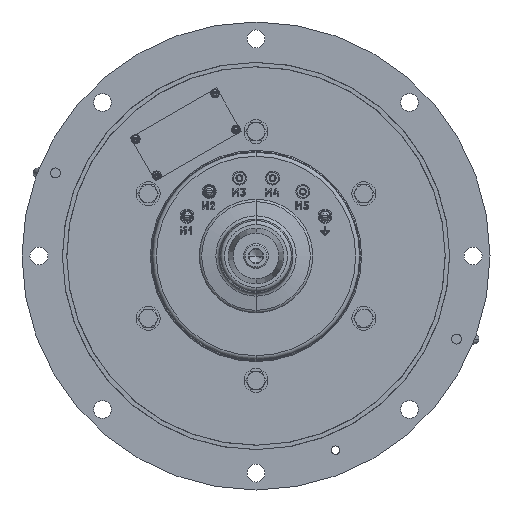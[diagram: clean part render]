
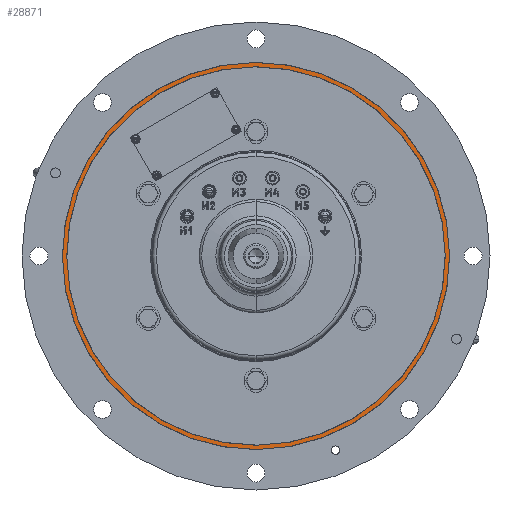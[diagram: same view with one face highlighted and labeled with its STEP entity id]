
A CAD part, front view. The second image highlights one B-rep face of the part: STEP entity #28871.
In plain terms, the highlighted planar face has unit normal (0, -1, 0).
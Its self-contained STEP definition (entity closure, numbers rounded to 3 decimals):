
#2118 = ORIENTED_EDGE ( 'NONE', *, *, #35395, .F. ) ;
#2119 = ORIENTED_EDGE ( 'NONE', *, *, #35392, .F. ) ;
#2134 = ORIENTED_EDGE ( 'NONE', *, *, #35027, .T. ) ;
#2142 = ORIENTED_EDGE ( 'NONE', *, *, #35379, .T. ) ;
#5750 = AXIS2_PLACEMENT_3D ( 'NONE', #30802, #30829, #30814 ) ;
#5782 = AXIS2_PLACEMENT_3D ( 'NONE', #30840, #30885, #30871 ) ;
#5784 = AXIS2_PLACEMENT_3D ( 'NONE', #30896, #30895, #30858 ) ;
#6106 = FACE_BOUND ( 'NONE', #37274, .T. ) ;
#6123 = FACE_OUTER_BOUND ( 'NONE', #37285, .T. ) ;
#6452 = CIRCLE ( 'NONE', #25299, 194.4 ) ;
#7068 = CIRCLE ( 'NONE', #5750, 194.4 ) ;
#7085 = CIRCLE ( 'NONE', #5784, 190. ) ;
#7102 = CIRCLE ( 'NONE', #5782, 190. ) ;
#8544 = AXIS2_PLACEMENT_3D ( 'NONE', #19211, #19195, #19244 ) ;
#19195 = DIRECTION ( 'NONE',  ( 0., -1., 0. ) ) ;
#19211 = CARTESIAN_POINT ( 'NONE',  ( 0., -99.35, 0. ) ) ;
#19220 = PLANE ( 'NONE',  #8544 ) ;
#19244 = DIRECTION ( 'NONE',  ( 1., 0., 0.009 ) ) ;
#23538 = CARTESIAN_POINT ( 'NONE',  ( 0., -99.35, 0. ) ) ;
#23594 = DIRECTION ( 'NONE',  ( 1., 0., 0.009 ) ) ;
#23611 = DIRECTION ( 'NONE',  ( 0., -1., 0. ) ) ;
#25299 = AXIS2_PLACEMENT_3D ( 'NONE', #23538, #23611, #23594 ) ;
#28871 = ADVANCED_FACE ( 'NONE', ( #6123, #6106 ), #19220, .T. ) ;
#30802 = CARTESIAN_POINT ( 'NONE',  ( 0., -99.35, 0. ) ) ;
#30814 = DIRECTION ( 'NONE',  ( 1., 0., 0.009 ) ) ;
#30829 = DIRECTION ( 'NONE',  ( 0., -1., 0. ) ) ;
#30840 = CARTESIAN_POINT ( 'NONE',  ( 0., -99.35, 0. ) ) ;
#30858 = DIRECTION ( 'NONE',  ( 1., 0., 0.009 ) ) ;
#30871 = DIRECTION ( 'NONE',  ( 1., 0., 0.009 ) ) ;
#30885 = DIRECTION ( 'NONE',  ( 0., -1., 0. ) ) ;
#30895 = DIRECTION ( 'NONE',  ( 0., -1., 0. ) ) ;
#30896 = CARTESIAN_POINT ( 'NONE',  ( 0., -99.35, 0. ) ) ;
#32541 = VERTEX_POINT ( 'NONE', #39509 ) ;
#32542 = VERTEX_POINT ( 'NONE', #39498 ) ;
#32551 = VERTEX_POINT ( 'NONE', #39482 ) ;
#32612 = VERTEX_POINT ( 'NONE', #39481 ) ;
#35027 = EDGE_CURVE ( 'NONE', #32551, #32541, #6452, .T. ) ;
#35379 = EDGE_CURVE ( 'NONE', #32541, #32551, #7068, .T. ) ;
#35392 = EDGE_CURVE ( 'NONE', #32542, #32612, #7102, .T. ) ;
#35395 = EDGE_CURVE ( 'NONE', #32612, #32542, #7085, .T. ) ;
#37274 = EDGE_LOOP ( 'NONE', ( #2118, #2119 ) ) ;
#37285 = EDGE_LOOP ( 'NONE', ( #2134, #2142 ) ) ;
#39481 = CARTESIAN_POINT ( 'NONE',  ( -189.992, -99.35, -1.715 ) ) ;
#39482 = CARTESIAN_POINT ( 'NONE',  ( -194.392, -99.35, -1.755 ) ) ;
#39498 = CARTESIAN_POINT ( 'NONE',  ( 189.992, -99.35, 1.715 ) ) ;
#39509 = CARTESIAN_POINT ( 'NONE',  ( 194.392, -99.35, 1.755 ) ) ;
